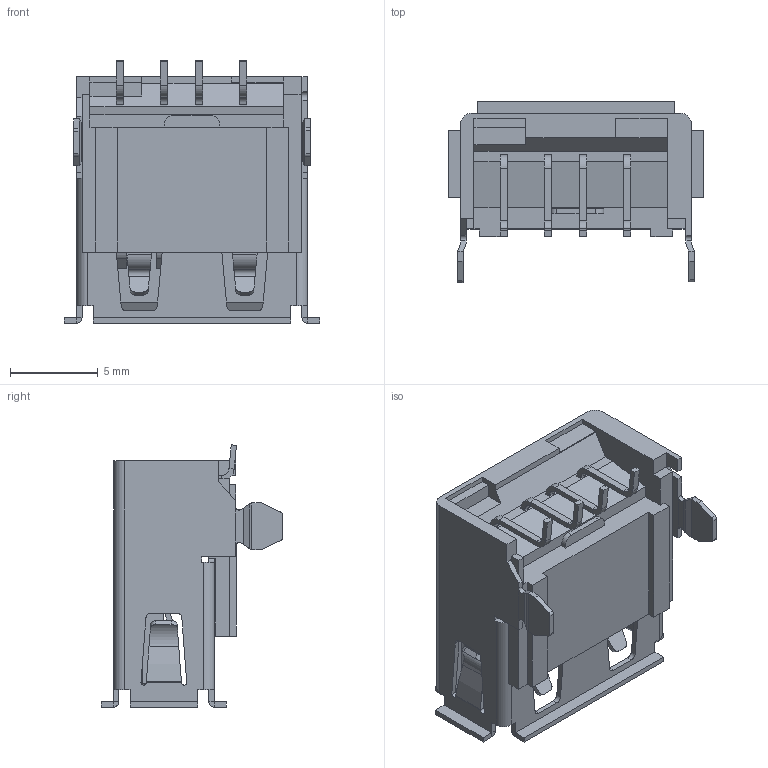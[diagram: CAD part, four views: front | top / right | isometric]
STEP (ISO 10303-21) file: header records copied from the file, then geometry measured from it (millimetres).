
FILE_DESCRIPTION((''),'2;1');
FILE_NAME('87583-2010RLFC','2009-06-22T',('KaBabu'),('FCI - ELX Division'),'PRO/ENGINEER BY PARAMETRIC TECHNOLOGY CORPORATION, 2008010','PRO/ENGINEER BY PARAMETRIC TECHNOLOGY CORPORATION, 2008010','');
FILE_SCHEMA(('CONFIG_CONTROL_DESIGN'));
Length unit declared in the file: millimetre
Products named in the file (1): 87583-2010RLFC
Bounding box: 14.5 x 10.32 x 14.91 mm (x, y, z)
Volume: 620.8 mm3; surface area: 1480.7 mm2
Topology: 1 solids, 1 shells, 434 faces, 1142 edges, 711 vertices
Faces by surface type: plane 303, cylinder 129, cone 2
Entity records: 13442 total; most frequent: CARTESIAN_POINT 2728, ORIENTED_EDGE 2284, DIRECTION 2107, EDGE_CURVE 1142, VECTOR 869, LINE 869, VERTEX_POINT 711, AXIS2_PLACEMENT_3D 619
